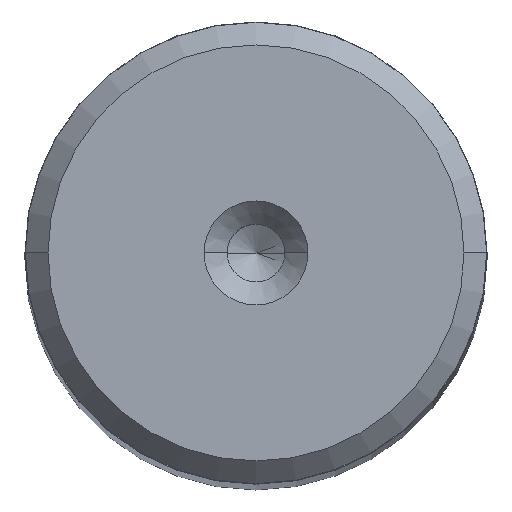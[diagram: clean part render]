
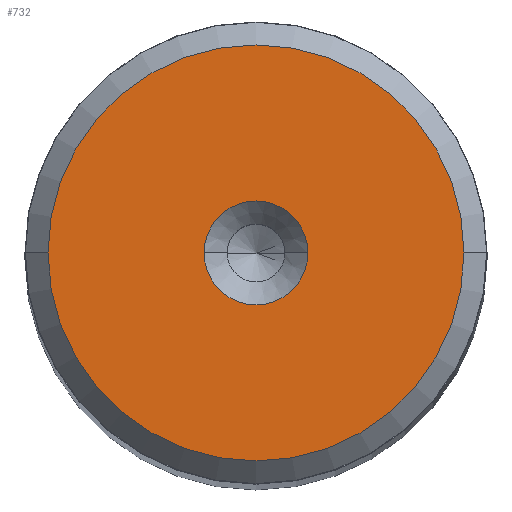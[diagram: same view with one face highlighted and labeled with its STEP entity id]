
A CAD part, top view. The second image highlights one B-rep face of the part: STEP entity #732.
In plain terms, the highlighted planar face has unit normal (0, 0, 1).
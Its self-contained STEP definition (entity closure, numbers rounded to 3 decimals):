
#13 = ORIENTED_EDGE ( 'NONE', *, *, #844, .F. ) ;
#33 = DIRECTION ( 'NONE',  ( 1., 0., 0. ) ) ;
#61 = CARTESIAN_POINT ( 'NONE',  ( 0., 0., 150. ) ) ;
#97 = EDGE_CURVE ( 'NONE', #1027, #1926, #1384, .T. ) ;
#215 = DIRECTION ( 'NONE',  ( 1., 0., 0. ) ) ;
#247 = EDGE_LOOP ( 'NONE', ( #1487, #13 ) ) ;
#370 = CARTESIAN_POINT ( 'NONE',  ( -9.009, 0., 150. ) ) ;
#382 = VERTEX_POINT ( 'NONE', #938 ) ;
#409 = VERTEX_POINT ( 'NONE', #1111 ) ;
#447 = CARTESIAN_POINT ( 'NONE',  ( 0., 0., 150. ) ) ;
#593 = ORIENTED_EDGE ( 'NONE', *, *, #97, .T. ) ;
#646 = DIRECTION ( 'NONE',  ( 1., 0., 0. ) ) ;
#723 = CIRCLE ( 'NONE', #1948, 2.25 ) ;
#724 = CARTESIAN_POINT ( 'NONE',  ( 0., 0., 150. ) ) ;
#732 = ADVANCED_FACE ( 'NONE', ( #2157, #1872 ), #2080, .T. ) ;
#827 = EDGE_CURVE ( 'NONE', #1926, #1027, #1713, .T. ) ;
#844 = EDGE_CURVE ( 'NONE', #382, #409, #1737, .T. ) ;
#938 = CARTESIAN_POINT ( 'NONE',  ( -2.25, 0., 150. ) ) ;
#976 = DIRECTION ( 'NONE',  ( 0., 0., 1. ) ) ;
#1027 = VERTEX_POINT ( 'NONE', #2169 ) ;
#1050 = DIRECTION ( 'NONE',  ( 0., 0., 1. ) ) ;
#1065 = AXIS2_PLACEMENT_3D ( 'NONE', #1322, #976, #646 ) ;
#1104 = AXIS2_PLACEMENT_3D ( 'NONE', #724, #1050, #33 ) ;
#1109 = DIRECTION ( 'NONE',  ( 0., 0., 1. ) ) ;
#1111 = CARTESIAN_POINT ( 'NONE',  ( 2.25, 0., 150. ) ) ;
#1197 = ORIENTED_EDGE ( 'NONE', *, *, #827, .T. ) ;
#1238 = DIRECTION ( 'NONE',  ( 0., 0., 1. ) ) ;
#1280 = DIRECTION ( 'NONE',  ( 1., 0., 0. ) ) ;
#1322 = CARTESIAN_POINT ( 'NONE',  ( 0., 0., 150. ) ) ;
#1384 = CIRCLE ( 'NONE', #1104, 9.009 ) ;
#1425 = CARTESIAN_POINT ( 'NONE',  ( 0., 0., 150. ) ) ;
#1435 = AXIS2_PLACEMENT_3D ( 'NONE', #447, #1456, #1488 ) ;
#1456 = DIRECTION ( 'NONE',  ( 0., 0., 1. ) ) ;
#1487 = ORIENTED_EDGE ( 'NONE', *, *, #1964, .F. ) ;
#1488 = DIRECTION ( 'NONE',  ( 1., 0., 0. ) ) ;
#1659 = AXIS2_PLACEMENT_3D ( 'NONE', #1425, #1109, #1280 ) ;
#1713 = CIRCLE ( 'NONE', #1065, 9.009 ) ;
#1737 = CIRCLE ( 'NONE', #1435, 2.25 ) ;
#1872 = FACE_OUTER_BOUND ( 'NONE', #2084, .T. ) ;
#1926 = VERTEX_POINT ( 'NONE', #370 ) ;
#1948 = AXIS2_PLACEMENT_3D ( 'NONE', #61, #1238, #215 ) ;
#1964 = EDGE_CURVE ( 'NONE', #409, #382, #723, .T. ) ;
#2080 = PLANE ( 'NONE',  #1659 ) ;
#2084 = EDGE_LOOP ( 'NONE', ( #1197, #593 ) ) ;
#2157 = FACE_BOUND ( 'NONE', #247, .T. ) ;
#2169 = CARTESIAN_POINT ( 'NONE',  ( 9.009, 0., 150. ) ) ;
